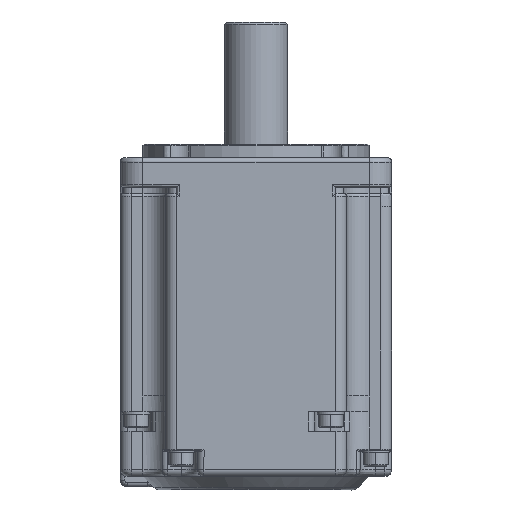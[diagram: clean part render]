
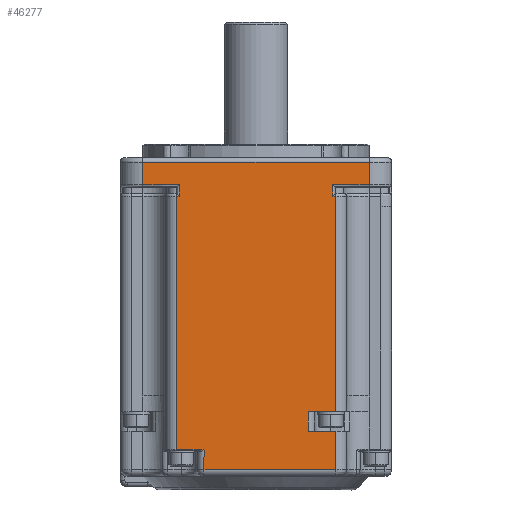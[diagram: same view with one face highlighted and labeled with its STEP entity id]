
A CAD part, front view. The second image highlights one B-rep face of the part: STEP entity #46277.
In plain terms, the highlighted planar face has unit normal (0, -1, 0).
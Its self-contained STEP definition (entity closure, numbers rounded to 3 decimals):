
#1169=CARTESIAN_POINT('',(-167.5,-30.,-108.1));
#1170=VERTEX_POINT('',#1169);
#1214=CARTESIAN_POINT('',(-162.597,-30.,-108.1));
#1215=VERTEX_POINT('',#1214);
#1227=CARTESIAN_POINT('',(-162.597,-30.,-108.1));
#1228=DIRECTION('',(-1.,0.,0.));
#1229=VECTOR('',#1228,4.903);
#1230=LINE('',#1227,#1229);
#1231=EDGE_CURVE('',#1215,#1170,#1230,.T.);
#1241=CARTESIAN_POINT('',(-132.5,-30.,-112.6));
#1242=VERTEX_POINT('',#1241);
#1250=CARTESIAN_POINT('',(-161.5,-30.,-112.6));
#1251=VERTEX_POINT('',#1250);
#1252=CARTESIAN_POINT('',(-132.5,-30.,-112.6));
#1253=DIRECTION('',(-1.,0.,0.));
#1254=VECTOR('',#1253,29.);
#1255=LINE('',#1252,#1254);
#1256=EDGE_CURVE('',#1242,#1251,#1255,.T.);
#1276=CARTESIAN_POINT('',(-132.5,-30.,-104.1));
#1277=VERTEX_POINT('',#1276);
#1285=CARTESIAN_POINT('',(-132.5,-30.,-104.1));
#1286=DIRECTION('',(0.,0.,-1.));
#1287=VECTOR('',#1286,8.5);
#1288=LINE('',#1285,#1287);
#1289=EDGE_CURVE('',#1277,#1242,#1288,.T.);
#1350=CARTESIAN_POINT('',(-138.5,-30.,-104.1));
#1351=VERTEX_POINT('',#1350);
#1359=CARTESIAN_POINT('',(-138.5,-30.,-104.1));
#1360=DIRECTION('',(1.,0.,0.));
#1361=VECTOR('',#1360,6.);
#1362=LINE('',#1359,#1361);
#1363=EDGE_CURVE('',#1351,#1277,#1362,.T.);
#1397=CARTESIAN_POINT('',(-138.5,-30.,-99.8));
#1398=VERTEX_POINT('',#1397);
#1406=CARTESIAN_POINT('',(-138.5,-30.,-99.8));
#1407=DIRECTION('',(0.,0.,-1.));
#1408=VECTOR('',#1407,4.3);
#1409=LINE('',#1406,#1408);
#1410=EDGE_CURVE('',#1398,#1351,#1409,.T.);
#1431=CARTESIAN_POINT('',(-132.5,-30.,-99.8));
#1432=VERTEX_POINT('',#1431);
#1440=CARTESIAN_POINT('',(-132.5,-30.,-99.8));
#1441=DIRECTION('',(-1.,0.,0.));
#1442=VECTOR('',#1441,6.);
#1443=LINE('',#1440,#1442);
#1444=EDGE_CURVE('',#1432,#1398,#1443,.T.);
#3981=CARTESIAN_POINT('',(-161.5,-30.,-108.3));
#3982=VERTEX_POINT('',#3981);
#3994=CARTESIAN_POINT('',(-162.597,-30.,-108.1));
#3995=CARTESIAN_POINT('',(-162.364,-30.,-108.1));
#3996=CARTESIAN_POINT('',(-161.542,-30.,-108.25));
#3997=CARTESIAN_POINT('',(-161.5,-30.,-108.3));
#3998=B_SPLINE_CURVE_WITH_KNOTS('',3,(#3994,#3995,#3996,#3997),.UNSPECIFIED.,.F.,.U.,(4,4),(0.,1.),.UNSPECIFIED.);
#3999=EDGE_CURVE('',#1215,#3982,#3998,.T.);
#4020=CARTESIAN_POINT('',(-161.5,-30.,-108.3));
#4021=DIRECTION('',(0.,0.,-1.));
#4022=VECTOR('',#4021,4.3);
#4023=LINE('',#4020,#4022);
#4024=EDGE_CURVE('',#3982,#1251,#4023,.T.);
#45733=CARTESIAN_POINT('',(-167.5,-30.,-52.1));
#45734=VERTEX_POINT('',#45733);
#45735=CARTESIAN_POINT('',(-167.5,-30.,-108.1));
#45736=DIRECTION('',(0.,0.,1.));
#45737=VECTOR('',#45736,56.);
#45738=LINE('',#45735,#45737);
#45739=EDGE_CURVE('',#1170,#45734,#45738,.T.);
#45766=CARTESIAN_POINT('',(-132.5,-30.,-52.1));
#45767=VERTEX_POINT('',#45766);
#45775=CARTESIAN_POINT('',(-132.5,-30.,-99.8));
#45776=DIRECTION('',(0.,0.,1.));
#45777=VECTOR('',#45776,47.7);
#45778=LINE('',#45775,#45777);
#45779=EDGE_CURVE('',#1432,#45767,#45778,.T.);
#46190=CARTESIAN_POINT('',(-150.,-30.,-78.6));
#46191=DIRECTION('',(0.,0.,-1.));
#46192=DIRECTION('',(0.,-1.,-0.));
#46193=AXIS2_PLACEMENT_3D('',#46190,#46192,#46191);
#46194=PLANE('',#46193);
#46195=CARTESIAN_POINT('',(-175.,-30.,-44.6));
#46196=VERTEX_POINT('',#46195);
#46197=CARTESIAN_POINT('',(-175.,-30.,-49.6));
#46198=VERTEX_POINT('',#46197);
#46199=CARTESIAN_POINT('',(-175.,-30.,-44.6));
#46200=DIRECTION('',(0.,0.,-1.));
#46201=VECTOR('',#46200,5.);
#46202=LINE('',#46199,#46201);
#46203=EDGE_CURVE('',#46196,#46198,#46202,.T.);
#46204=ORIENTED_EDGE('',*,*,#46203,.T.);
#46205=CARTESIAN_POINT('',(-167.,-30.,-49.6));
#46206=VERTEX_POINT('',#46205);
#46207=CARTESIAN_POINT('',(-175.,-30.,-49.6));
#46208=DIRECTION('',(1.,0.,0.));
#46209=VECTOR('',#46208,8.);
#46210=LINE('',#46207,#46209);
#46211=EDGE_CURVE('',#46198,#46206,#46210,.T.);
#46212=ORIENTED_EDGE('',*,*,#46211,.T.);
#46213=CARTESIAN_POINT('',(-167.,-30.,-52.1));
#46214=VERTEX_POINT('',#46213);
#46215=CARTESIAN_POINT('',(-167.,-30.,-49.6));
#46216=DIRECTION('',(0.,0.,-1.));
#46217=VECTOR('',#46216,2.5);
#46218=LINE('',#46215,#46217);
#46219=EDGE_CURVE('',#46206,#46214,#46218,.T.);
#46220=ORIENTED_EDGE('',*,*,#46219,.T.);
#46221=CARTESIAN_POINT('',(-167.,-30.,-52.1));
#46222=DIRECTION('',(-1.,0.,0.));
#46223=VECTOR('',#46222,0.5);
#46224=LINE('',#46221,#46223);
#46225=EDGE_CURVE('',#46214,#45734,#46224,.T.);
#46226=ORIENTED_EDGE('',*,*,#46225,.T.);
#46227=ORIENTED_EDGE('',*,*,#45739,.F.);
#46228=ORIENTED_EDGE('',*,*,#1231,.F.);
#46229=ORIENTED_EDGE('',*,*,#3999,.T.);
#46230=ORIENTED_EDGE('',*,*,#4024,.T.);
#46231=ORIENTED_EDGE('',*,*,#1256,.F.);
#46232=ORIENTED_EDGE('',*,*,#1289,.F.);
#46233=ORIENTED_EDGE('',*,*,#1363,.F.);
#46234=ORIENTED_EDGE('',*,*,#1410,.F.);
#46235=ORIENTED_EDGE('',*,*,#1444,.F.);
#46236=ORIENTED_EDGE('',*,*,#45779,.T.);
#46237=CARTESIAN_POINT('',(-133.,-30.,-52.1));
#46238=VERTEX_POINT('',#46237);
#46239=CARTESIAN_POINT('',(-132.5,-30.,-52.1));
#46240=DIRECTION('',(-1.,0.,0.));
#46241=VECTOR('',#46240,0.5);
#46242=LINE('',#46239,#46241);
#46243=EDGE_CURVE('',#45767,#46238,#46242,.T.);
#46244=ORIENTED_EDGE('',*,*,#46243,.T.);
#46245=CARTESIAN_POINT('',(-133.,-30.,-49.6));
#46246=VERTEX_POINT('',#46245);
#46247=CARTESIAN_POINT('',(-133.,-30.,-52.1));
#46248=DIRECTION('',(0.,0.,1.));
#46249=VECTOR('',#46248,2.5);
#46250=LINE('',#46247,#46249);
#46251=EDGE_CURVE('',#46238,#46246,#46250,.T.);
#46252=ORIENTED_EDGE('',*,*,#46251,.T.);
#46253=CARTESIAN_POINT('',(-125.,-30.,-49.6));
#46254=VERTEX_POINT('',#46253);
#46255=CARTESIAN_POINT('',(-133.,-30.,-49.6));
#46256=DIRECTION('',(1.,0.,0.));
#46257=VECTOR('',#46256,8.);
#46258=LINE('',#46255,#46257);
#46259=EDGE_CURVE('',#46246,#46254,#46258,.T.);
#46260=ORIENTED_EDGE('',*,*,#46259,.T.);
#46261=CARTESIAN_POINT('',(-125.,-30.,-44.6));
#46262=VERTEX_POINT('',#46261);
#46263=CARTESIAN_POINT('',(-125.,-30.,-49.6));
#46264=DIRECTION('',(0.,0.,1.));
#46265=VECTOR('',#46264,5.);
#46266=LINE('',#46263,#46265);
#46267=EDGE_CURVE('',#46254,#46262,#46266,.T.);
#46268=ORIENTED_EDGE('',*,*,#46267,.T.);
#46269=CARTESIAN_POINT('',(-175.,-30.,-44.6));
#46270=DIRECTION('',(1.,0.,0.));
#46271=VECTOR('',#46270,50.);
#46272=LINE('',#46269,#46271);
#46273=EDGE_CURVE('',#46196,#46262,#46272,.T.);
#46274=ORIENTED_EDGE('',*,*,#46273,.F.);
#46275=EDGE_LOOP('',(#46204,#46212,#46220,#46226,#46227,#46228,#46229,#46230,#46231,#46232,#46233,#46234,#46235,#46236,#46244,#46252,#46260,#46268,#46274));
#46276=FACE_OUTER_BOUND('',#46275,.T.);
#46277=ADVANCED_FACE('',(#46276),#46194,.T.);
